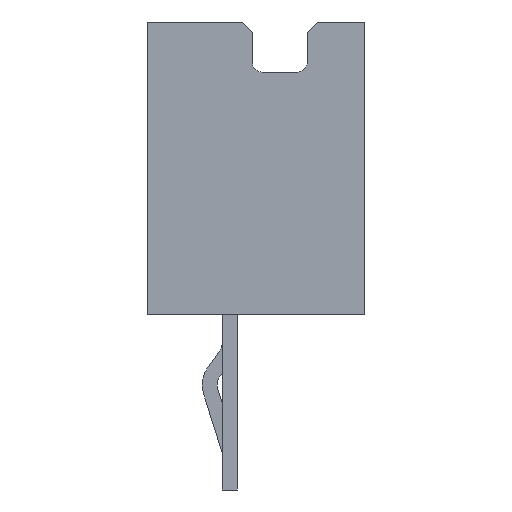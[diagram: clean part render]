
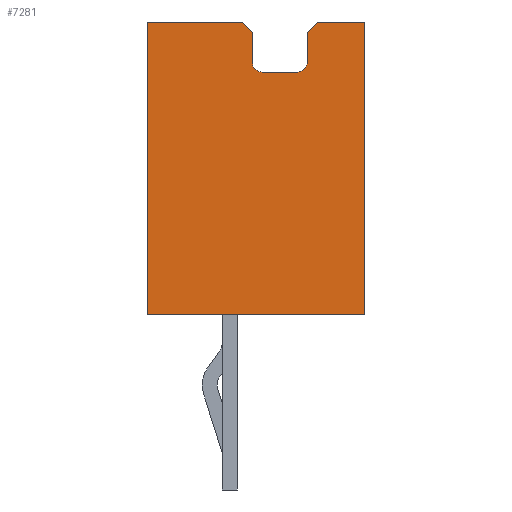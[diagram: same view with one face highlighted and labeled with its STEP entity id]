
A CAD part, left-side view. The second image highlights one B-rep face of the part: STEP entity #7281.
In plain terms, the highlighted planar face has unit normal (-1, 0, 0).
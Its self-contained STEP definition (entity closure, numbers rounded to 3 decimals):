
#137=DIRECTION('',(0.,-1.,0.));
#138=VECTOR('',#137,4.35);
#139=CARTESIAN_POINT('',(-10.,2.175,-2.925));
#140=LINE('',#139,#138);
#469=DIRECTION('',(0.,0.,1.));
#470=VECTOR('',#469,5.85);
#471=CARTESIAN_POINT('',(-10.,-2.175,-2.925));
#472=LINE('',#471,#470);
#565=DIRECTION('',(0.,-1.,0.));
#566=VECTOR('',#565,1.9);
#567=CARTESIAN_POINT('',(-10.,2.175,2.925));
#568=LINE('',#567,#566);
#621=DIRECTION('',(0.,-1.,0.));
#622=VECTOR('',#621,0.95);
#623=CARTESIAN_POINT('',(-10.,-1.225,2.925));
#624=LINE('',#623,#622);
#655=DIRECTION('',(0.,0.707,0.707));
#656=VECTOR('',#655,0.283);
#657=CARTESIAN_POINT('',(-10.,0.075,2.725));
#658=LINE('',#657,#656);
#659=DIRECTION('',(0.,0.,-1.));
#660=VECTOR('',#659,0.6);
#661=CARTESIAN_POINT('',(-10.,0.075,2.725));
#662=LINE('',#661,#660);
#663=CARTESIAN_POINT('',(-10.,-0.125,2.125));
#664=DIRECTION('',(1.,0.,0.));
#665=DIRECTION('',(0.,0.,-1.));
#666=AXIS2_PLACEMENT_3D('',#663,#664,#665);
#668=DIRECTION('',(0.,1.,0.));
#669=VECTOR('',#668,0.7);
#670=CARTESIAN_POINT('',(-10.,-0.825,1.925));
#671=LINE('',#670,#669);
#672=CARTESIAN_POINT('',(-10.,-0.825,2.125));
#673=DIRECTION('',(1.,0.,0.));
#674=DIRECTION('',(0.,-1.,0.));
#675=AXIS2_PLACEMENT_3D('',#672,#673,#674);
#677=DIRECTION('',(0.,0.,-1.));
#678=VECTOR('',#677,0.6);
#679=CARTESIAN_POINT('',(-10.,-1.025,2.725));
#680=LINE('',#679,#678);
#681=DIRECTION('',(0.,0.707,-0.707));
#682=VECTOR('',#681,0.283);
#683=CARTESIAN_POINT('',(-10.,-1.225,2.925));
#684=LINE('',#683,#682);
#685=DIRECTION('',(0.,0.,1.));
#686=VECTOR('',#685,5.85);
#687=CARTESIAN_POINT('',(-10.,2.175,-2.925));
#688=LINE('',#687,#686);
#5095=CARTESIAN_POINT('',(-10.,2.175,-2.925));
#5096=CARTESIAN_POINT('',(-10.,-2.175,-2.925));
#5097=VERTEX_POINT('',#5095);
#5098=VERTEX_POINT('',#5096);
#5099=CARTESIAN_POINT('',(-10.,-2.175,2.925));
#5101=VERTEX_POINT('',#5099);
#5104=CARTESIAN_POINT('',(-10.,2.175,2.925));
#5106=VERTEX_POINT('',#5104);
#5119=CARTESIAN_POINT('',(-10.,-1.025,2.125));
#5120=CARTESIAN_POINT('',(-10.,-0.825,1.925));
#5121=VERTEX_POINT('',#5119);
#5122=VERTEX_POINT('',#5120);
#5123=CARTESIAN_POINT('',(-10.,-0.125,1.925));
#5124=VERTEX_POINT('',#5123);
#5125=CARTESIAN_POINT('',(-10.,0.075,2.125));
#5126=VERTEX_POINT('',#5125);
#5357=CARTESIAN_POINT('',(-10.,0.075,2.725));
#5358=CARTESIAN_POINT('',(-10.,0.275,2.925));
#5359=VERTEX_POINT('',#5357);
#5360=VERTEX_POINT('',#5358);
#5425=CARTESIAN_POINT('',(-10.,-1.225,2.925));
#5426=CARTESIAN_POINT('',(-10.,-1.025,2.725));
#5427=VERTEX_POINT('',#5425);
#5428=VERTEX_POINT('',#5426);
#7256=CARTESIAN_POINT('',(-10.,2.175,-2.925));
#7257=DIRECTION('',(-1.,0.,0.));
#7258=DIRECTION('',(0.,-1.,0.));
#7259=AXIS2_PLACEMENT_3D('',#7256,#7257,#7258);
#7260=PLANE('',#7259);
#7261=ORIENTED_EDGE('',*,*,#7246,.F.);
#7263=ORIENTED_EDGE('',*,*,#7262,.T.);
#7265=ORIENTED_EDGE('',*,*,#7264,.F.);
#7267=ORIENTED_EDGE('',*,*,#7266,.F.);
#7269=ORIENTED_EDGE('',*,*,#7268,.F.);
#7271=ORIENTED_EDGE('',*,*,#7270,.F.);
#7273=ORIENTED_EDGE('',*,*,#7272,.F.);
#7274=ORIENTED_EDGE('',*,*,#7225,.T.);
#7275=ORIENTED_EDGE('',*,*,#7036,.F.);
#7276=ORIENTED_EDGE('',*,*,#6816,.F.);
#7277=ORIENTED_EDGE('',*,*,#6873,.T.);
#7278=ORIENTED_EDGE('',*,*,#7191,.T.);
#7279=EDGE_LOOP('',(#7261,#7263,#7265,#7267,#7269,#7271,#7273,#7274,#7275,#7276,
#7277,#7278));
#7280=FACE_OUTER_BOUND('',#7279,.F.);
#7281=ADVANCED_FACE('',(#7280),#7260,.T.);
#667=CIRCLE('',#666,0.2);
#676=CIRCLE('',#675,0.2);
#6816=EDGE_CURVE('',#5097,#5098,#140,.T.);
#6873=EDGE_CURVE('',#5097,#5106,#688,.T.);
#7036=EDGE_CURVE('',#5098,#5101,#472,.T.);
#7191=EDGE_CURVE('',#5106,#5360,#568,.T.);
#7225=EDGE_CURVE('',#5427,#5101,#624,.T.);
#7246=EDGE_CURVE('',#5359,#5360,#658,.T.);
#7262=EDGE_CURVE('',#5359,#5126,#662,.T.);
#7264=EDGE_CURVE('',#5124,#5126,#667,.T.);
#7266=EDGE_CURVE('',#5122,#5124,#671,.T.);
#7268=EDGE_CURVE('',#5121,#5122,#676,.T.);
#7270=EDGE_CURVE('',#5428,#5121,#680,.T.);
#7272=EDGE_CURVE('',#5427,#5428,#684,.T.);
